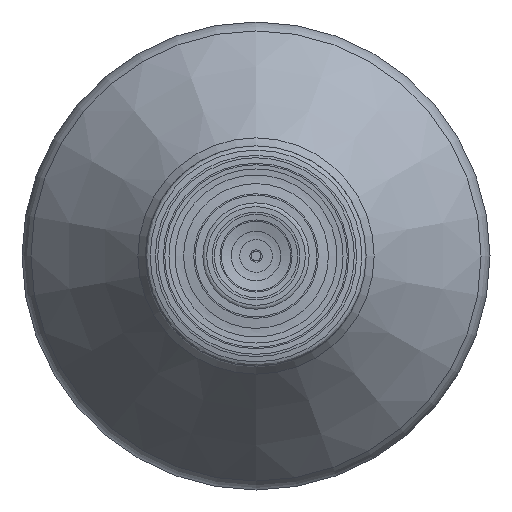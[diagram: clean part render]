
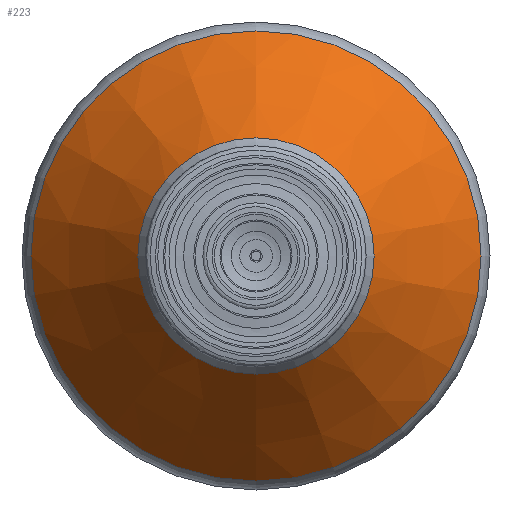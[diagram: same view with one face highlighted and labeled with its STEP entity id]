
A CAD part, left-side view. The second image highlights one B-rep face of the part: STEP entity #223.
In plain terms, the highlighted conical face has half-angle 38.367 degrees and reference radius 16.352 mm.
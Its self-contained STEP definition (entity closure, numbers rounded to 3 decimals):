
#201=CONICAL_SURFACE('',#889,16.352,38.367);
#223=ADVANCED_FACE('',(#310,#311),#201,.T.);
#310=FACE_BOUND('',#435,.T.);
#311=FACE_BOUND('',#436,.T.);
#435=EDGE_LOOP('',(#563));
#436=EDGE_LOOP('',(#564));
#563=ORIENTED_EDGE('',*,*,#741,.T.);
#564=ORIENTED_EDGE('',*,*,#740,.F.);
#676=VERTEX_POINT('',#1240);
#677=VERTEX_POINT('',#1243);
#740=EDGE_CURVE('',#676,#676,#804,.T.);
#741=EDGE_CURVE('',#677,#677,#805,.T.);
#804=CIRCLE('',#886,16.352);
#805=CIRCLE('',#888,8.58);
#886=AXIS2_PLACEMENT_3D('',#1239,#1007,#1008);
#888=AXIS2_PLACEMENT_3D('',#1242,#1011,#1012);
#889=AXIS2_PLACEMENT_3D('',#1244,#1013,#1014);
#1007=DIRECTION('',(1.,0.,0.));
#1008=DIRECTION('',(0.,0.,1.));
#1011=DIRECTION('',(1.,0.,0.));
#1012=DIRECTION('',(0.,0.,1.));
#1013=DIRECTION('',(1.,0.,0.));
#1014=DIRECTION('',(0.,0.,-1.));
#1239=CARTESIAN_POINT('',(96.182,0.,0.));
#1240=CARTESIAN_POINT('',(96.182,0.,16.352));
#1242=CARTESIAN_POINT('',(86.364,0.,0.));
#1243=CARTESIAN_POINT('',(86.364,0.,8.58));
#1244=CARTESIAN_POINT('',(96.182,0.,0.));
